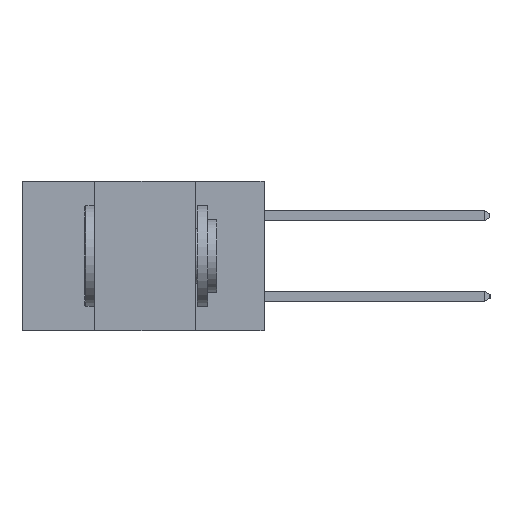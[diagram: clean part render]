
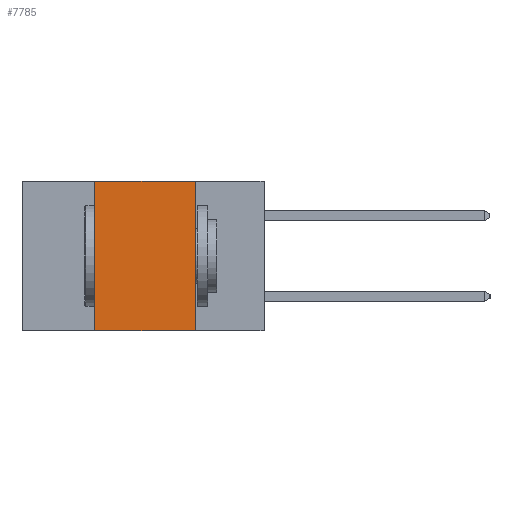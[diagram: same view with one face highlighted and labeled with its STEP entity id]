
A CAD part, left-side view. The second image highlights one B-rep face of the part: STEP entity #7785.
In plain terms, the highlighted planar face has unit normal (-1, 0, 0).
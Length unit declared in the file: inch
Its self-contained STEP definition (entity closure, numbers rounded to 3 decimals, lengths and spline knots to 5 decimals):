
#109 = FACE_OUTER_BOUND ( 'NONE', #10975, .T. ) ;
#300 = LINE ( 'NONE', #17284, #16501 ) ;
#714 = PLANE ( 'NONE',  #10246 ) ;
#996 = EDGE_CURVE ( 'NONE', #2562, #11080, #3621, .T. ) ;
#1402 = EDGE_CURVE ( 'NONE', #11347, #2562, #300, .T. ) ;
#1846 = CARTESIAN_POINT ( 'NONE',  ( 0., 0.6, -0.37 ) ) ;
#2338 = DIRECTION ( 'NONE',  ( 0., 0., -1. ) ) ;
#2562 = VERTEX_POINT ( 'NONE', #11514 ) ;
#3065 = LINE ( 'NONE', #9352, #19078 ) ;
#3621 = LINE ( 'NONE', #17567, #11027 ) ;
#6656 = ORIENTED_EDGE ( 'NONE', *, *, #13634, .F. ) ;
#6829 = ORIENTED_EDGE ( 'NONE', *, *, #996, .F. ) ;
#6949 = VECTOR ( 'NONE', #11339, 39.37008 ) ;
#6980 = ORIENTED_EDGE ( 'NONE', *, *, #1402, .F. ) ;
#7391 = ORIENTED_EDGE ( 'NONE', *, *, #18519, .T. ) ;
#7785 = ADVANCED_FACE ( 'NONE', ( #109 ), #714, .F. ) ;
#9352 = CARTESIAN_POINT ( 'NONE',  ( 0., 0.17, -0.37 ) ) ;
#9420 = DIRECTION ( 'NONE',  ( 0., 0., -1. ) ) ;
#10246 = AXIS2_PLACEMENT_3D ( 'NONE', #17883, #11797, #2338 ) ;
#10368 = CARTESIAN_POINT ( 'NONE',  ( 0., 0.17, 0. ) ) ;
#10975 = EDGE_LOOP ( 'NONE', ( #6656, #6829, #6980, #7391 ) ) ;
#11027 = VECTOR ( 'NONE', #14571, 39.37008 ) ;
#11080 = VERTEX_POINT ( 'NONE', #10368 ) ;
#11339 = DIRECTION ( 'NONE',  ( 0., -1., 0. ) ) ;
#11347 = VERTEX_POINT ( 'NONE', #12528 ) ;
#11514 = CARTESIAN_POINT ( 'NONE',  ( 0., 0.42, 0. ) ) ;
#11797 = DIRECTION ( 'NONE',  ( 1., 0., 0. ) ) ;
#12528 = CARTESIAN_POINT ( 'NONE',  ( 0., 0.42, -0.37 ) ) ;
#12716 = CARTESIAN_POINT ( 'NONE',  ( 0., 0.17, -0.37 ) ) ;
#13634 = EDGE_CURVE ( 'NONE', #11080, #13770, #3065, .T. ) ;
#13770 = VERTEX_POINT ( 'NONE', #12716 ) ;
#14571 = DIRECTION ( 'NONE',  ( 0., -1., 0. ) ) ;
#14623 = LINE ( 'NONE', #1846, #6949 ) ;
#16501 = VECTOR ( 'NONE', #16962, 39.37008 ) ;
#16962 = DIRECTION ( 'NONE',  ( 0., 0., 1. ) ) ;
#17284 = CARTESIAN_POINT ( 'NONE',  ( 0., 0.42, -0.37 ) ) ;
#17567 = CARTESIAN_POINT ( 'NONE',  ( 0., 0.6, 0. ) ) ;
#17883 = CARTESIAN_POINT ( 'NONE',  ( 0., 0.6, 0. ) ) ;
#18519 = EDGE_CURVE ( 'NONE', #11347, #13770, #14623, .T. ) ;
#19078 = VECTOR ( 'NONE', #9420, 39.37008 ) ;
